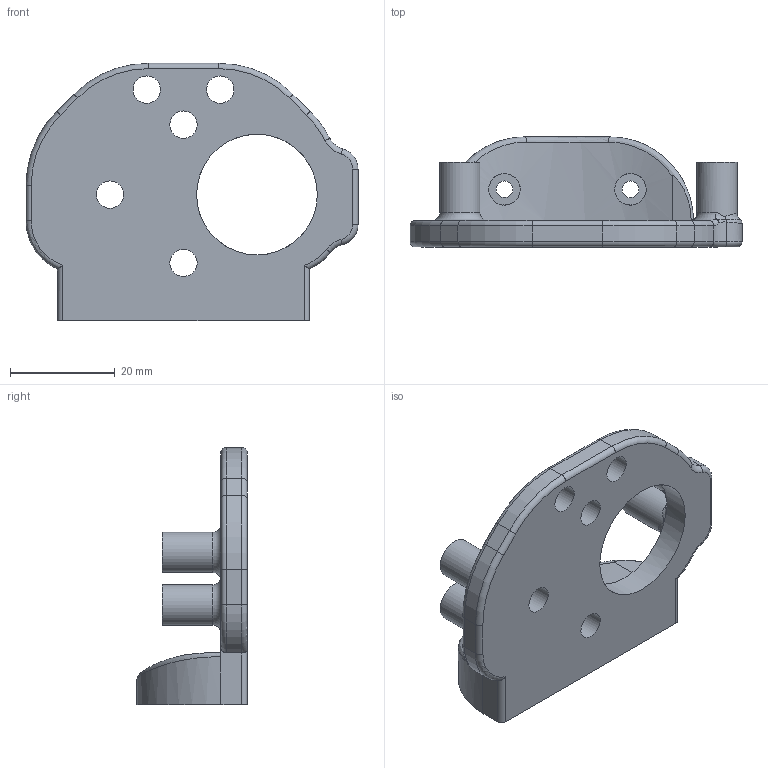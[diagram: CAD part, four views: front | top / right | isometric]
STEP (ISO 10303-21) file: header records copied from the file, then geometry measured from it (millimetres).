
FILE_DESCRIPTION(/* description */ (''),/* implementation_level */ '2;1');
FILE_NAME(/* name */ 'Bottom Plate C v2.step',/* time_stamp */ '2019-03-05T07:35:51-06:00',/* author */ (''),/* organization */ (''),/* preprocessor_version */ 'ST-DEVELOPER v17.2',/* originating_system */ 'Autodesk Translation Framework v7.6.0.251',/* authorisation */ '');
FILE_SCHEMA (('AUTOMOTIVE_DESIGN { 1 0 10303 214 3 1 1 }'));
Length unit declared in the file: millimetre
Products named in the file (1): Bottom Plate C
Bounding box: 63.25 x 21 x 49 mm (x, y, z)
Volume: 16103.2 mm3; surface area: 8839.9 mm2
Topology: 1 solids, 1 shells, 123 faces, 303 edges, 185 vertices
Faces by surface type: cylinder 42, plane 29, bspline 28, torus 24
Full cylindrical faces by diameter (mm): 3 x4, 3.2 x2, 5.2 x5, 6 x2, 7.67 x4, 23 x1
Entity records: 6743 total; most frequent: CARTESIAN_POINT 3874, ORIENTED_EDGE 600, DIRECTION 594, EDGE_CURVE 300, AXIS2_PLACEMENT_3D 258, VERTEX_POINT 185, CIRCLE 157, EDGE_LOOP 145
